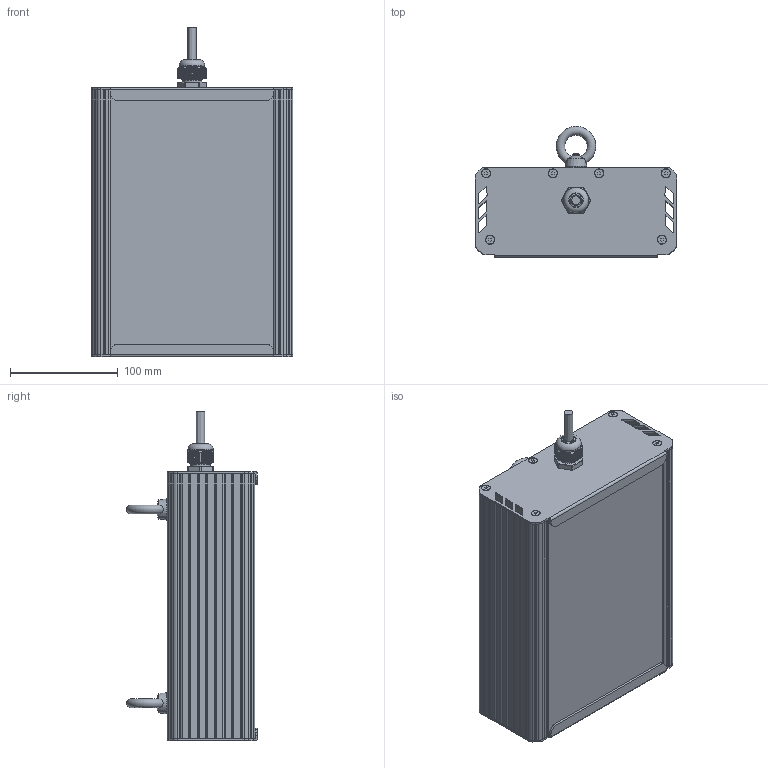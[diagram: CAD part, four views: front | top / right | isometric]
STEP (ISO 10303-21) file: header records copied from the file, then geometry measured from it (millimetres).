
FILE_DESCRIPTION(('STEP AP214'), '1');
FILE_NAME('001.0079.10.000 - ÃÑÏ-Ýêñòðà-40', '2023-10-28T05:16:43', ('Ëóêîíèí'), ('ÎÊÁ Ñâîé Ñòèëü'), 'C3D Converter', 'C3D Toolkit', '');
FILE_SCHEMA(('AUTOMOTIVE_DESIGN { 1 0 10303 214 3 1 1}'));
Length unit declared in the file: millimetre
Products named in the file (25): 001.0079.10.000; 001.0065.02.000
Assembly tree (50 placements, depth 4):
  001.0079.10.000
    (unnamed)
      (unnamed)
      (unnamed)
      (unnamed)
      (unnamed)  x6
      (unnamed)  x6
      (unnamed)
      (unnamed)
      (unnamed)
      (unnamed)
        (unnamed)
      (unnamed)  x4
        (unnamed)
        (unnamed)
        (unnamed)
        (unnamed)
        (unnamed)
        (unnamed)
        (unnamed)
        (unnamed)
        (unnamed)
    001.0065.02.000  x2
      (unnamed)
      (unnamed)
Bounding box: 187.37 x 121.62 x 306.43 mm (x, y, z)
Volume: 790048.6 mm3; surface area: 620099.4 mm2
Topology: 152 solids, 152 shells, 2474 faces, 6537 edges, 4417 vertices
Faces by surface type: plane 1568, cylinder 756, cone 112, bspline 21, torus 13, sphere 4
Full cylindrical faces by diameter (mm): 1 x4, 2 x8, 2.5 x16, 2.8 x100, 3.2 x4, 3.5 x20, 4 x12, 6 x2, 8 x12, 12 x1, 12.5 x1, 16 x1, 18.5 x3, 20 x1, 23.5 x1
Entity records: 91089 total; most frequent: CARTESIAN_POINT 38111, ORIENTED_EDGE 8516, DIRECTION 7648, EDGE_CURVE 4258, VERTEX_POINT 2938, AXIS2_PLACEMENT_3D 2554, LINE 2540, VECTOR 2540
